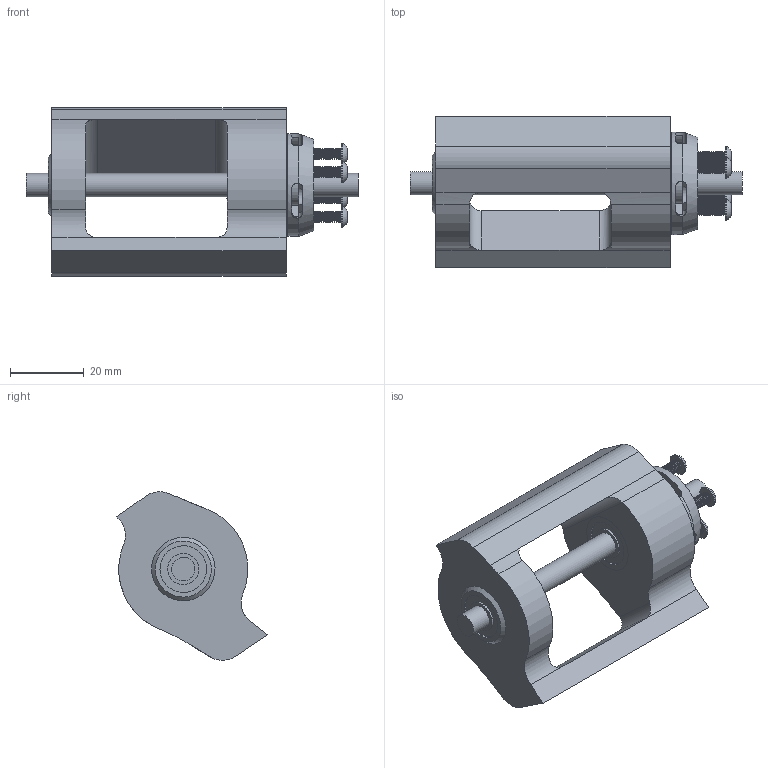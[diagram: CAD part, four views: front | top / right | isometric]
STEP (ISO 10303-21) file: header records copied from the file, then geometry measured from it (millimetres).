
FILE_DESCRIPTION(/* description */ (''),/* implementation_level */ '2;1');
FILE_NAME(/* name */ 'Hubmotor Full Asembly.step',/* time_stamp */ '2025-11-25T22:09:59-08:00',/* author */ (''),/* organization */ (''),/* preprocessor_version */ 'ST-DEVELOPER v20.1',/* originating_system */ 'Autodesk Translation Framework v14.21.0.0',/* authorisation */ '');
FILE_SCHEMA (('AUTOMOTIVE_DESIGN { 1 0 10303 214 3 1 1 }'));
Length unit declared in the file: millimetre
Products named in the file (9): drum motor; 91352A111_Alloy Steel Button Head Hex Drive Screws; Drum; .25in ti shaft; RR2822-V2; StatorBase; FluxRing; Magnet; 5mm id flanged bearing 14 and 5
Assembly tree (25 placements, depth 3):
  drum motor
    91352A111_Alloy Steel Button Head Hex Drive Screws  x4
    Drum
    5mm id flanged bearing 14 and 5  x2
    .25in ti shaft
    RR2822-V2
      StatorBase
      FluxRing
      Magnet  x14
Bounding box: 90 x 40.97 x 45.7 mm (x, y, z)
Volume: 42047.7 mm3; surface area: 24130.7 mm2
Topology: 25 solids, 25 shells, 424 faces, 1032 edges, 672 vertices
Faces by surface type: cylinder 209, plane 167, cone 36, bspline 8, sphere 4
Full cylindrical faces by diameter (mm): 2.35 x64, 2.5 x4, 3 x56, 5 x4, 5.7 x4, 6.35 x3, 6.5 x1, 8 x2, 8.459 x4, 9.5 x2, 11 x1, 12.649 x4, 15.875 x2, 15.9 x2, 22 x1, 25.8 x2, 27.8 x2, 28 x1
Entity records: 8233 total; most frequent: CARTESIAN_POINT 3641, DIRECTION 904, ORIENTED_EDGE 894, EDGE_CURVE 447, AXIS2_PLACEMENT_3D 363, VERTEX_POINT 293, EDGE_LOOP 208, LINE 178
